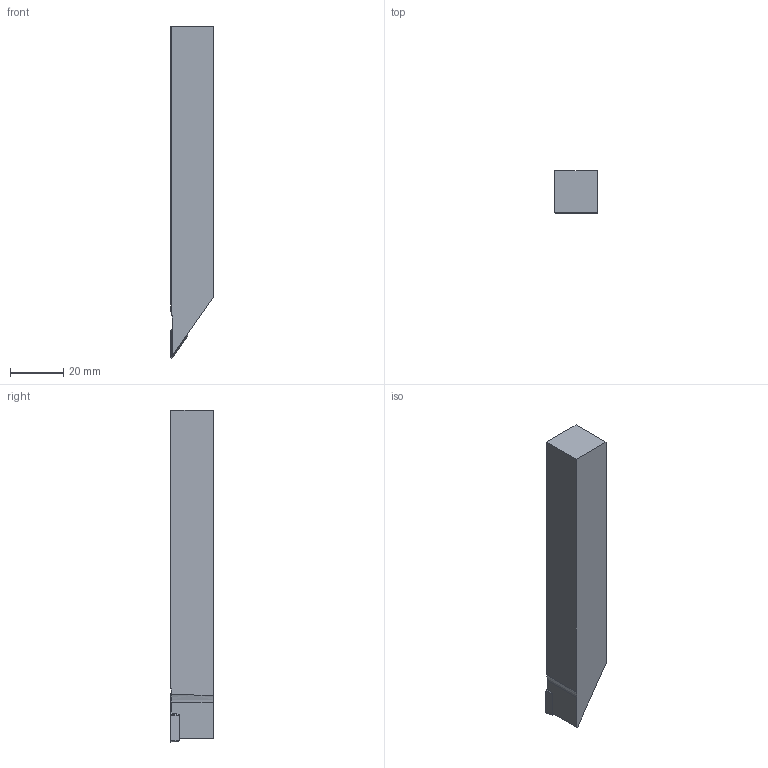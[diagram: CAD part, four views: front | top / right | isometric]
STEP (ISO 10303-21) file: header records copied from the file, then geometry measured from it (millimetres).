
FILE_DESCRIPTION(/* description */ (''),/* implementation_level */ '2;1');
FILE_NAME(/* name */ '1540527306776.stp',/* time_stamp */ '2018-10-26T09:45:28+05:00',/* author */ (''),/* organization */ ('SMS'),/* preprocessor_version */ 'ST-DEVELOPER v15',/* originating_system */ 'SIEMENS PLM Software NX 8.5',/* authorisation */ '');
FILE_SCHEMA (('AUTOMOTIVE_DESIGN { 1 0 10303 214 3 1 1 1 }'));
Length unit declared in the file: millimetre
Products named in the file (4): IsoTurningInsert; ASSEMBLY_CONSTRUCTION; 201935745mod000_00; 201935744mod000_00
Assembly tree (3 placements, depth 2):
  201935744mod000_00
    201935745mod000_00
    ASSEMBLY_CONSTRUCTION
    IsoTurningInsert
Bounding box: 15.95 x 16 x 125 mm (x, y, z)
Volume: 28711 mm3; surface area: 8175 mm2
Topology: 2 solids, 2 shells, 35 faces, 90 edges, 66 vertices
Faces by surface type: plane 20, cone 7, torus 4, cylinder 3, extrusion 1
Full cylindrical faces by diameter (mm): 2.8 x2
Entity records: 1251 total; most frequent: CARTESIAN_POINT 266, DIRECTION 189, ORIENTED_EDGE 152, EDGE_CURVE 76, AXIS2_PLACEMENT_3D 68, VERTEX_POINT 54, VECTOR 53, LINE 52
